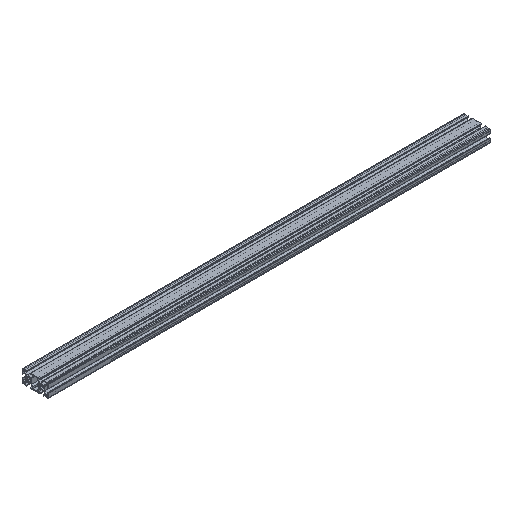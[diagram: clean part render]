
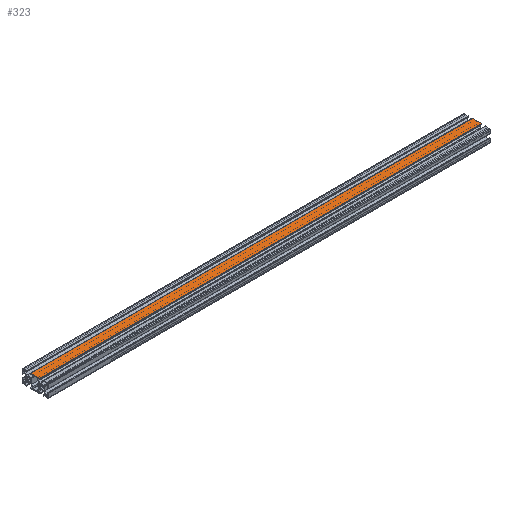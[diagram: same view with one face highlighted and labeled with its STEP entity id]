
A CAD part, isometric view. The second image highlights one B-rep face of the part: STEP entity #323.
In plain terms, the highlighted planar face has unit normal (0, 0, 1).
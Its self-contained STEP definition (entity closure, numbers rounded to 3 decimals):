
#323=ADVANCED_FACE('',(#727),#728,.T.);
#727=FACE_OUTER_BOUND('',#1223,.T.);
#728=PLANE('',#1224);
#1223=EDGE_LOOP('',(#2063,#2064,#2065,#2066));
#1224=AXIS2_PLACEMENT_3D('',#2067,#2068,#2069);
#2063=ORIENTED_EDGE('',*,*,#3353,.T.);
#2064=ORIENTED_EDGE('',*,*,#3354,.F.);
#2065=ORIENTED_EDGE('',*,*,#3355,.T.);
#2066=ORIENTED_EDGE('',*,*,#3350,.T.);
#2067=CARTESIAN_POINT('',(0.0,0.0,15.0));
#2068=DIRECTION('',(0.0,0.0,1.0));
#2069=DIRECTION('',(0.0,-1.0,0.0));
#3350=EDGE_CURVE('',#4118,#4116,#4119,.T.);
#3353=EDGE_CURVE('',#4116,#4122,#4123,.T.);
#3354=EDGE_CURVE('',#4124,#4122,#4125,.T.);
#3355=EDGE_CURVE('',#4124,#4118,#4126,.T.);
#4116=VERTEX_POINT('',#5239);
#4118=VERTEX_POINT('',#5242);
#4119=LINE('',#5243,#5244);
#4122=VERTEX_POINT('',#5248);
#4123=LINE('',#5249,#5250);
#4124=VERTEX_POINT('',#5251);
#4125=LINE('',#5252,#5253);
#4126=LINE('',#5254,#5255);
#5239=CARTESIAN_POINT('',(1000.0,-10.45,15.0));
#5242=CARTESIAN_POINT('',(0.0,-10.45,15.0));
#5243=CARTESIAN_POINT('',(0.0,-10.45,15.0));
#5244=VECTOR('',#6269,1.0);
#5248=CARTESIAN_POINT('',(1000.0,10.45,15.0));
#5249=CARTESIAN_POINT('',(1000.0,10.45,15.0));
#5250=VECTOR('',#6271,1.0);
#5251=CARTESIAN_POINT('',(0.0,10.45,15.0));
#5252=CARTESIAN_POINT('',(0.0,10.45,15.0));
#5253=VECTOR('',#6272,1.0);
#5254=CARTESIAN_POINT('',(0.0,10.45,15.0));
#5255=VECTOR('',#6273,1.0);
#6269=DIRECTION('',(1.0,0.0,0.0));
#6271=DIRECTION('',(0.0,1.0,0.0));
#6272=DIRECTION('',(1.0,0.0,0.0));
#6273=DIRECTION('',(0.0,-1.0,0.0));
